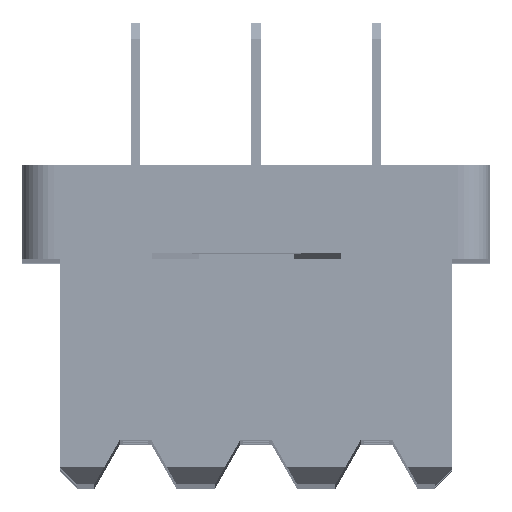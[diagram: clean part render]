
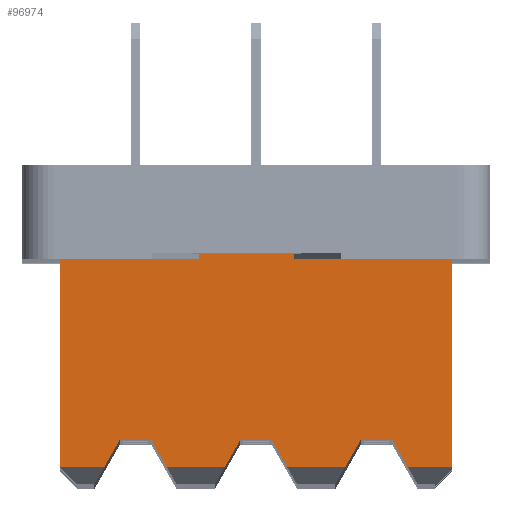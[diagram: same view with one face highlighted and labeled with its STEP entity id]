
A CAD part, top view. The second image highlights one B-rep face of the part: STEP entity #96974.
In plain terms, the highlighted planar face has unit normal (0, 0, 1).
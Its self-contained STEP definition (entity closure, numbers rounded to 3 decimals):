
#46205=PLANE('',#226061);
#61901=LINE('',#308768,#78999);
#61906=LINE('',#308777,#79004);
#61914=LINE('',#308794,#79012);
#61921=LINE('',#308810,#79019);
#61962=LINE('',#308881,#79060);
#64637=LINE('',#316483,#81735);
#66735=LINE('',#322803,#83833);
#66740=LINE('',#322812,#83838);
#66745=LINE('',#322822,#83843);
#66754=LINE('',#322840,#83852);
#66923=LINE('',#323272,#84021);
#67045=LINE('',#323549,#84143);
#67046=LINE('',#323551,#84144);
#67048=LINE('',#323555,#84146);
#67055=LINE('',#323566,#84153);
#67057=LINE('',#323570,#84155);
#67059=LINE('',#323574,#84157);
#67068=LINE('',#323594,#84166);
#67074=LINE('',#323606,#84172);
#67180=LINE('',#323897,#84278);
#67181=LINE('',#323899,#84279);
#67182=LINE('',#323901,#84280);
#67183=LINE('',#323903,#84281);
#67184=LINE('',#323904,#84282);
#78999=VECTOR('',#246574,1.);
#79004=VECTOR('',#246581,1.);
#79012=VECTOR('',#246593,1.);
#79019=VECTOR('',#246604,1.);
#79060=VECTOR('',#246661,1.);
#81735=VECTOR('',#251900,1.);
#83833=VECTOR('',#256074,1.);
#83838=VECTOR('',#256081,1.);
#83843=VECTOR('',#256090,1.);
#83852=VECTOR('',#256101,1.);
#84021=VECTOR('',#256454,1.);
#84143=VECTOR('',#256692,1.);
#84144=VECTOR('',#256695,1.);
#84146=VECTOR('',#256699,1.);
#84153=VECTOR('',#256710,1.);
#84155=VECTOR('',#256714,1.);
#84157=VECTOR('',#256718,1.);
#84166=VECTOR('',#256731,1.);
#84172=VECTOR('',#256743,1.);
#84278=VECTOR('',#256981,1.);
#84279=VECTOR('',#256984,1.);
#84280=VECTOR('',#256985,1.);
#84281=VECTOR('',#256986,1.);
#84282=VECTOR('',#256987,1.);
#96974=ADVANCED_FACE('',(#106142),#46205,.T.);
#106142=FACE_OUTER_BOUND('',#115184,.T.);
#115184=EDGE_LOOP('',(#147114,#147115,#147116,#147117,#147118,#147119,#147120,
#147121,#147122,#147123,#147124,#147125,#147126,#147127,#147128,#147129,
#147130,#147131,#147132,#147133,#147134,#147135,#147136,#147137));
#147114=ORIENTED_EDGE('',*,*,#203903,.T.);
#147115=ORIENTED_EDGE('',*,*,#203894,.T.);
#147116=ORIENTED_EDGE('',*,*,#203910,.T.);
#147117=ORIENTED_EDGE('',*,*,#203892,.F.);
#147118=ORIENTED_EDGE('',*,*,#203890,.T.);
#147119=ORIENTED_EDGE('',*,*,#203744,.T.);
#147120=ORIENTED_EDGE('',*,*,#203883,.T.);
#147121=ORIENTED_EDGE('',*,*,#203881,.F.);
#147122=ORIENTED_EDGE('',*,*,#203880,.T.);
#147123=ORIENTED_EDGE('',*,*,#204043,.F.);
#147124=ORIENTED_EDGE('',*,*,#204044,.T.);
#147125=ORIENTED_EDGE('',*,*,#204045,.F.);
#147126=ORIENTED_EDGE('',*,*,#203529,.T.);
#147127=ORIENTED_EDGE('',*,*,#203534,.F.);
#147128=ORIENTED_EDGE('',*,*,#200939,.T.);
#147129=ORIENTED_EDGE('',*,*,#203539,.F.);
#147130=ORIENTED_EDGE('',*,*,#203548,.T.);
#147131=ORIENTED_EDGE('',*,*,#204046,.F.);
#147132=ORIENTED_EDGE('',*,*,#197686,.T.);
#147133=ORIENTED_EDGE('',*,*,#197693,.F.);
#147134=ORIENTED_EDGE('',*,*,#197738,.T.);
#147135=ORIENTED_EDGE('',*,*,#197678,.F.);
#147136=ORIENTED_EDGE('',*,*,#197673,.T.);
#147137=ORIENTED_EDGE('',*,*,#204042,.F.);
#177886=VERTEX_POINT('',#308761);
#177889=VERTEX_POINT('',#308769);
#177892=VERTEX_POINT('',#308778);
#177898=VERTEX_POINT('',#308793);
#177899=VERTEX_POINT('',#308795);
#177904=VERTEX_POINT('',#308808);
#179955=VERTEX_POINT('',#316484);
#179956=VERTEX_POINT('',#316485);
#181641=VERTEX_POINT('',#322801);
#181643=VERTEX_POINT('',#322804);
#181647=VERTEX_POINT('',#322820);
#181655=VERTEX_POINT('',#322838);
#181776=VERTEX_POINT('',#323273);
#181777=VERTEX_POINT('',#323274);
#181871=VERTEX_POINT('',#323545);
#181872=VERTEX_POINT('',#323548);
#181873=VERTEX_POINT('',#323552);
#181876=VERTEX_POINT('',#323567);
#181877=VERTEX_POINT('',#323571);
#181878=VERTEX_POINT('',#323575);
#181879=VERTEX_POINT('',#323576);
#181887=VERTEX_POINT('',#323595);
#181969=VERTEX_POINT('',#323900);
#181970=VERTEX_POINT('',#323902);
#197673=EDGE_CURVE('',#177889,#177886,#61901,.T.);
#197678=EDGE_CURVE('',#177889,#177892,#61906,.T.);
#197686=EDGE_CURVE('',#177899,#177898,#61914,.T.);
#197693=EDGE_CURVE('',#177904,#177898,#61921,.T.);
#197738=EDGE_CURVE('',#177904,#177892,#61962,.T.);
#200939=EDGE_CURVE('',#179955,#179956,#64637,.T.);
#203529=EDGE_CURVE('',#181643,#181641,#66735,.T.);
#203534=EDGE_CURVE('',#179955,#181641,#66740,.T.);
#203539=EDGE_CURVE('',#181647,#179956,#66745,.T.);
#203548=EDGE_CURVE('',#181647,#181655,#66754,.T.);
#203744=EDGE_CURVE('',#181776,#181777,#66923,.T.);
#203880=EDGE_CURVE('',#181871,#181872,#67045,.T.);
#203881=EDGE_CURVE('',#181871,#181873,#67046,.T.);
#203883=EDGE_CURVE('',#181777,#181873,#67048,.T.);
#203890=EDGE_CURVE('',#181876,#181776,#67055,.T.);
#203892=EDGE_CURVE('',#181876,#181877,#67057,.T.);
#203894=EDGE_CURVE('',#181878,#181879,#67059,.T.);
#203903=EDGE_CURVE('',#181887,#181878,#67068,.T.);
#203910=EDGE_CURVE('',#181879,#181877,#67074,.T.);
#204042=EDGE_CURVE('',#181887,#177886,#67180,.T.);
#204043=EDGE_CURVE('',#181969,#181872,#67181,.T.);
#204044=EDGE_CURVE('',#181969,#181970,#67182,.T.);
#204045=EDGE_CURVE('',#181643,#181970,#67183,.T.);
#204046=EDGE_CURVE('',#177899,#181655,#67184,.T.);
#226061=AXIS2_PLACEMENT_3D('',#323905,#256988,#256989);
#246574=DIRECTION('',(1.,0.,0.));
#246581=DIRECTION('',(-0.496,0.868,0.));
#246593=DIRECTION('',(1.,0.,0.));
#246604=DIRECTION('',(-0.496,-0.868,0.));
#246661=DIRECTION('',(1.,0.,0.));
#251900=DIRECTION('',(1.,0.,0.));
#256074=DIRECTION('',(1.,0.,0.));
#256081=DIRECTION('',(-0.496,0.868,0.));
#256090=DIRECTION('',(-0.496,-0.868,0.));
#256101=DIRECTION('',(1.,0.,0.));
#256454=DIRECTION('',(0.,-1.,0.));
#256692=DIRECTION('',(-1.,0.,0.));
#256695=DIRECTION('',(0.,-1.,0.));
#256699=DIRECTION('',(-1.,0.,0.));
#256710=DIRECTION('',(-1.,0.,0.));
#256714=DIRECTION('',(0.,-1.,0.));
#256718=DIRECTION('',(0.,-1.,0.));
#256731=DIRECTION('',(-1.,0.,0.));
#256743=DIRECTION('',(-1.,0.,0.));
#256981=DIRECTION('',(0.,-1.,0.));
#256984=DIRECTION('',(0.,1.,0.));
#256985=DIRECTION('',(1.,0.,0.));
#256986=DIRECTION('',(-0.496,-0.868,0.));
#256987=DIRECTION('',(-0.496,0.868,0.));
#256988=DIRECTION('',(0.,0.,1.));
#256989=DIRECTION('',(1.,0.,0.));
#308761=CARTESIAN_POINT('',(6.2,0.55,42.45));
#308768=CARTESIAN_POINT('',(4.796,0.55,42.45));
#308769=CARTESIAN_POINT('',(4.796,0.55,42.45));
#308777=CARTESIAN_POINT('',(4.796,0.55,42.45));
#308778=CARTESIAN_POINT('',(4.31,1.4,42.45));
#308793=CARTESIAN_POINT('',(2.824,0.55,42.45));
#308794=CARTESIAN_POINT('',(0.986,0.55,42.45));
#308795=CARTESIAN_POINT('',(0.986,0.55,42.45));
#308808=CARTESIAN_POINT('',(3.31,1.4,42.45));
#308810=CARTESIAN_POINT('',(3.31,1.4,42.45));
#308881=CARTESIAN_POINT('',(3.31,1.4,42.45));
#316483=CARTESIAN_POINT('',(-2.824,0.55,42.45));
#316484=CARTESIAN_POINT('',(-2.824,0.55,42.45));
#316485=CARTESIAN_POINT('',(-0.986,0.55,42.45));
#322801=CARTESIAN_POINT('',(-3.31,1.4,42.45));
#322803=CARTESIAN_POINT('',(-4.31,1.4,42.45));
#322804=CARTESIAN_POINT('',(-4.31,1.4,42.45));
#322812=CARTESIAN_POINT('',(-2.824,0.55,42.45));
#322820=CARTESIAN_POINT('',(-0.5,1.4,42.45));
#322822=CARTESIAN_POINT('',(-0.5,1.4,42.45));
#322838=CARTESIAN_POINT('',(0.5,1.4,42.45));
#322840=CARTESIAN_POINT('',(-0.5,1.4,42.45));
#323272=CARTESIAN_POINT('',(-1.8,7.3,42.45));
#323273=CARTESIAN_POINT('',(-1.8,7.3,42.45));
#323274=CARTESIAN_POINT('',(-1.8,7.13,42.45));
#323545=CARTESIAN_POINT('',(-4.375,8.58,42.45));
#323548=CARTESIAN_POINT('',(-6.2,8.58,42.45));
#323549=CARTESIAN_POINT('',(-4.375,8.58,42.45));
#323551=CARTESIAN_POINT('',(-4.375,8.58,42.45));
#323552=CARTESIAN_POINT('',(-4.375,7.13,42.45));
#323555=CARTESIAN_POINT('',(-1.8,7.13,42.45));
#323566=CARTESIAN_POINT('',(1.2,7.3,42.45));
#323567=CARTESIAN_POINT('',(1.2,7.3,42.45));
#323570=CARTESIAN_POINT('',(1.2,7.3,42.45));
#323571=CARTESIAN_POINT('',(1.2,7.13,42.45));
#323574=CARTESIAN_POINT('',(4.375,8.58,42.45));
#323575=CARTESIAN_POINT('',(4.375,8.58,42.45));
#323576=CARTESIAN_POINT('',(4.375,7.13,42.45));
#323594=CARTESIAN_POINT('',(6.2,8.58,42.45));
#323595=CARTESIAN_POINT('',(6.2,8.58,42.45));
#323606=CARTESIAN_POINT('',(4.375,7.13,42.45));
#323897=CARTESIAN_POINT('',(6.2,8.58,42.45));
#323899=CARTESIAN_POINT('',(-6.2,0.55,42.45));
#323900=CARTESIAN_POINT('',(-6.2,0.55,42.45));
#323901=CARTESIAN_POINT('',(-6.2,0.55,42.45));
#323902=CARTESIAN_POINT('',(-4.796,0.55,42.45));
#323903=CARTESIAN_POINT('',(-4.31,1.4,42.45));
#323904=CARTESIAN_POINT('',(0.986,0.55,42.45));
#323905=CARTESIAN_POINT('',(-6.2,0.,42.45));
